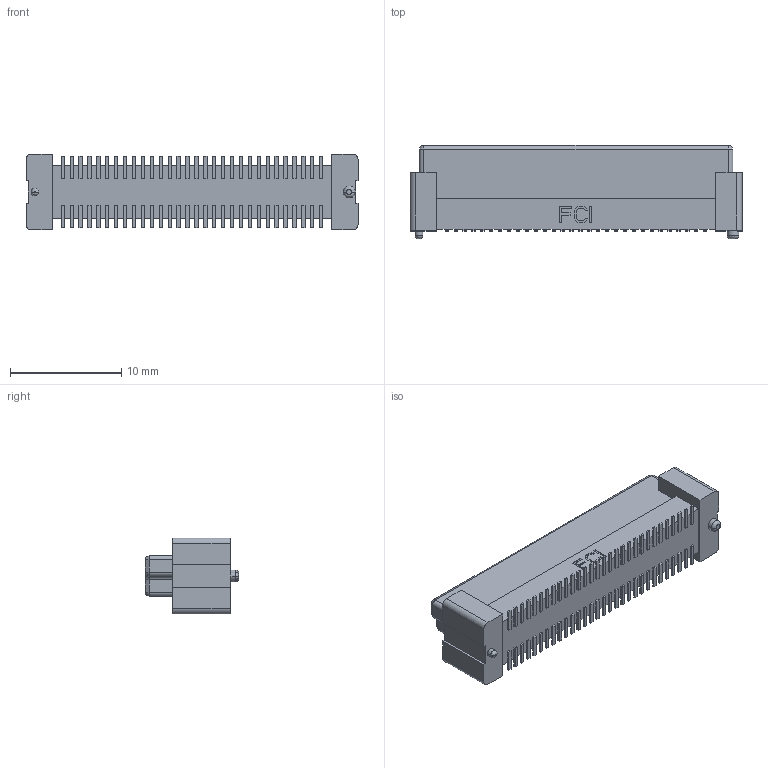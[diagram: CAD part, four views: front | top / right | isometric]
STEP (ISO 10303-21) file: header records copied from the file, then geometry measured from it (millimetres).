
FILE_DESCRIPTION((''),'2;1');
FILE_NAME('61082-062X0XXX','2014-01-07T',('sungm'),('FCI'),'PRO/ENGINEER BY PARAMETRIC TECHNOLOGY CORPORATION, 2013150','PRO/ENGINEER BY PARAMETRIC TECHNOLOGY CORPORATION, 2013150','');
FILE_SCHEMA(('CONFIG_CONTROL_DESIGN'));
Length unit declared in the file: millimetre
Products named in the file (1): 61082-062X0XXX
Bounding box: 29.8 x 8.4 x 6.8 mm (x, y, z)
Volume: 890.5 mm3; surface area: 1051.4 mm2
Topology: 1 solids, 1 shells, 503 faces, 1345 edges, 852 vertices
Faces by surface type: plane 471, cylinder 20, cone 8, bspline 4
Entity records: 15365 total; most frequent: CARTESIAN_POINT 2836, ORIENTED_EDGE 2690, DIRECTION 2387, EDGE_CURVE 1345, VECTOR 1293, LINE 1293, VERTEX_POINT 852, AXIS2_PLACEMENT_3D 547
